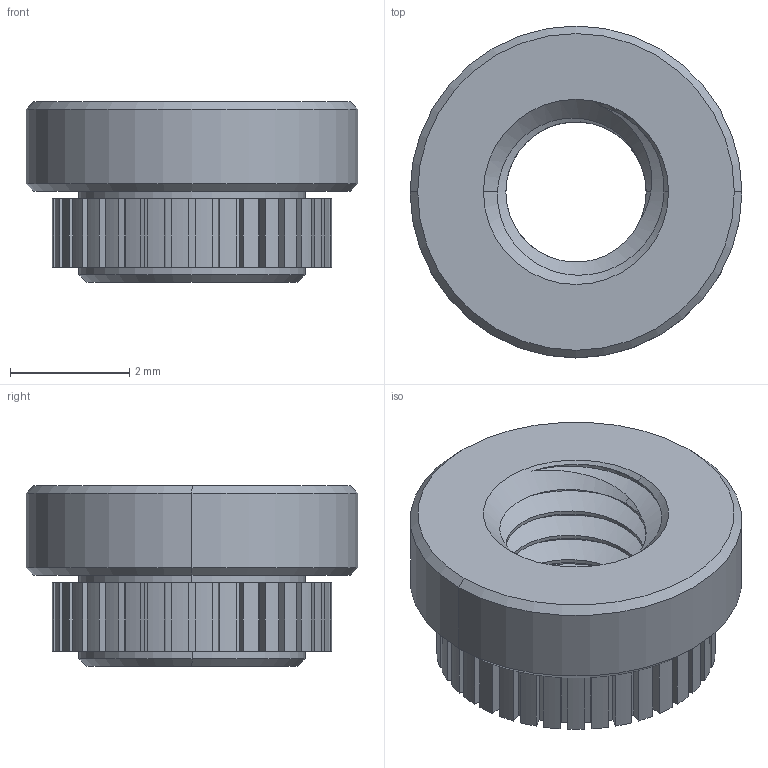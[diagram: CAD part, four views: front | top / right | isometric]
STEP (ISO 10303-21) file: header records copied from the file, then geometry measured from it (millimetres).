
FILE_DESCRIPTION (( 'STEP AP203' ), '1' );
FILE_NAME ('94100A110_18-8 Stainless Steel Press-Fit Nut for Soft Metal and Plastic.STEP', '2021-09-08T22:32:42', ( 'Administrator' ), ( 'Managed by Terraform' ), 'SwSTEP 2.0', 'SolidWorks 2017', '' );
FILE_SCHEMA (( 'CONFIG_CONTROL_DESIGN' ));
Length unit declared in the file: millimetre
Products named in the file (1): 94100A110_18-8 Stainless Steel Press-Fit Nut for Soft Metal and Plastic
Bounding box: 5.56 x 5.56 x 3.03 mm (x, y, z)
Volume: 41.5 mm3; surface area: 147.2 mm2
Topology: 1 solids, 1 shells, 193 faces, 556 edges, 368 vertices
Faces by surface type: plane 113, cylinder 66, cone 12, bspline 2
Entity records: 7139 total; most frequent: CARTESIAN_POINT 2056, ORIENTED_EDGE 1112, DIRECTION 984, EDGE_CURVE 556, VECTOR 400, LINE 400, VERTEX_POINT 368, AXIS2_PLACEMENT_3D 292
